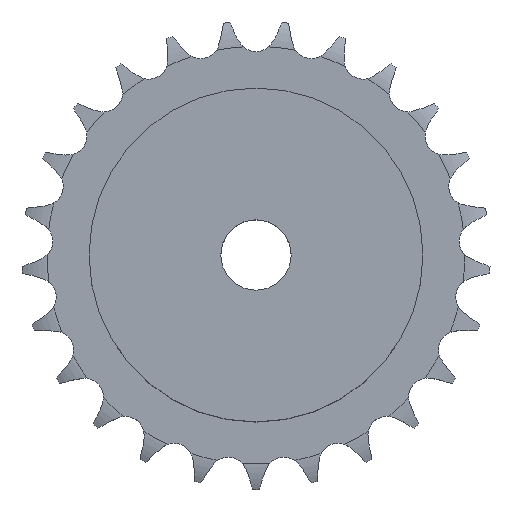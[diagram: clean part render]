
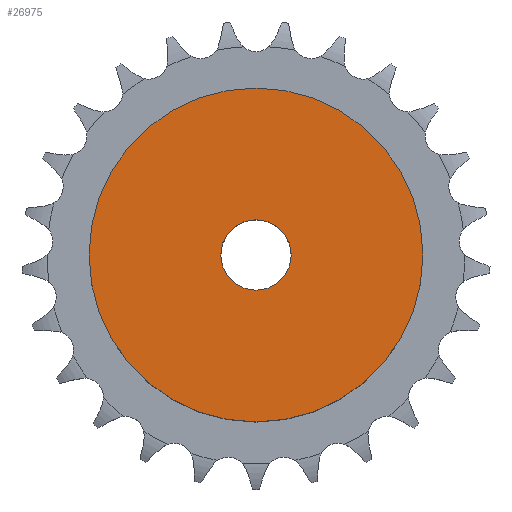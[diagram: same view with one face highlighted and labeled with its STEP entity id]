
A CAD part, top view. The second image highlights one B-rep face of the part: STEP entity #26975.
In plain terms, the highlighted planar face has unit normal (0, 0, 1).
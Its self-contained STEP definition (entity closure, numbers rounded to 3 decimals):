
#3405 = CYLINDRICAL_SURFACE('',#3406,28.5);
#3406 = AXIS2_PLACEMENT_3D('',#3407,#3408,#3409);
#3407 = CARTESIAN_POINT('',(0.,0.,0.));
#3408 = DIRECTION('',(-0.,-0.,-1.));
#3409 = DIRECTION('',(1.,0.,0.));
#17164 = VERTEX_POINT('',#17165);
#17165 = CARTESIAN_POINT('',(28.5,0.,28.));
#17186 = EDGE_CURVE('',#17164,#17164,#17187,.T.);
#17187 = SURFACE_CURVE('',#17188,(#17193,#17200),.PCURVE_S1.);
#17188 = CIRCLE('',#17189,28.5);
#17189 = AXIS2_PLACEMENT_3D('',#17190,#17191,#17192);
#17190 = CARTESIAN_POINT('',(0.,0.,28.));
#17191 = DIRECTION('',(0.,0.,1.));
#17192 = DIRECTION('',(1.,0.,0.));
#17193 = PCURVE('',#3405,#17194);
#17194 = DEFINITIONAL_REPRESENTATION('',(#17195),#17199);
#17195 = LINE('',#17196,#17197);
#17196 = CARTESIAN_POINT('',(-0.,-28.));
#17197 = VECTOR('',#17198,1.);
#17198 = DIRECTION('',(-1.,0.));
#17199 = ( GEOMETRIC_REPRESENTATION_CONTEXT(2) 
PARAMETRIC_REPRESENTATION_CONTEXT() REPRESENTATION_CONTEXT('2D SPACE',''
  ) );
#17200 = PCURVE('',#17201,#17206);
#17201 = PLANE('',#17202);
#17202 = AXIS2_PLACEMENT_3D('',#17203,#17204,#17205);
#17203 = CARTESIAN_POINT('',(0.,0.,28.)
  );
#17204 = DIRECTION('',(0.,0.,1.));
#17205 = DIRECTION('',(1.,0.,0.));
#17206 = DEFINITIONAL_REPRESENTATION('',(#17207),#17211);
#17207 = CIRCLE('',#17208,28.5);
#17208 = AXIS2_PLACEMENT_2D('',#17209,#17210);
#17209 = CARTESIAN_POINT('',(0.,0.));
#17210 = DIRECTION('',(1.,0.));
#17211 = ( GEOMETRIC_REPRESENTATION_CONTEXT(2) 
PARAMETRIC_REPRESENTATION_CONTEXT() REPRESENTATION_CONTEXT('2D SPACE',''
  ) );
#22908 = CYLINDRICAL_SURFACE('',#22909,6.);
#22909 = AXIS2_PLACEMENT_3D('',#22910,#22911,#22912);
#22910 = CARTESIAN_POINT('',(0.,0.,125.532));
#22911 = DIRECTION('',(0.,0.,1.));
#22912 = DIRECTION('',(1.,0.,0.));
#26975 = ADVANCED_FACE('',(#26976,#26979),#17201,.T.);
#26976 = FACE_BOUND('',#26977,.T.);
#26977 = EDGE_LOOP('',(#26978));
#26978 = ORIENTED_EDGE('',*,*,#17186,.T.);
#26979 = FACE_BOUND('',#26980,.T.);
#26980 = EDGE_LOOP('',(#26981));
#26981 = ORIENTED_EDGE('',*,*,#26982,.F.);
#26982 = EDGE_CURVE('',#26983,#26983,#26985,.T.);
#26983 = VERTEX_POINT('',#26984);
#26984 = CARTESIAN_POINT('',(6.,0.,28.));
#26985 = SURFACE_CURVE('',#26986,(#26991,#26998),.PCURVE_S1.);
#26986 = CIRCLE('',#26987,6.);
#26987 = AXIS2_PLACEMENT_3D('',#26988,#26989,#26990);
#26988 = CARTESIAN_POINT('',(0.,0.,28.));
#26989 = DIRECTION('',(0.,0.,1.));
#26990 = DIRECTION('',(1.,0.,0.));
#26991 = PCURVE('',#17201,#26992);
#26992 = DEFINITIONAL_REPRESENTATION('',(#26993),#26997);
#26993 = CIRCLE('',#26994,6.);
#26994 = AXIS2_PLACEMENT_2D('',#26995,#26996);
#26995 = CARTESIAN_POINT('',(0.,0.));
#26996 = DIRECTION('',(1.,0.));
#26997 = ( GEOMETRIC_REPRESENTATION_CONTEXT(2) 
PARAMETRIC_REPRESENTATION_CONTEXT() REPRESENTATION_CONTEXT('2D SPACE',''
  ) );
#26998 = PCURVE('',#22908,#26999);
#26999 = DEFINITIONAL_REPRESENTATION('',(#27000),#27004);
#27000 = LINE('',#27001,#27002);
#27001 = CARTESIAN_POINT('',(0.,-97.532));
#27002 = VECTOR('',#27003,1.);
#27003 = DIRECTION('',(1.,0.));
#27004 = ( GEOMETRIC_REPRESENTATION_CONTEXT(2) 
PARAMETRIC_REPRESENTATION_CONTEXT() REPRESENTATION_CONTEXT('2D SPACE',''
  ) );
